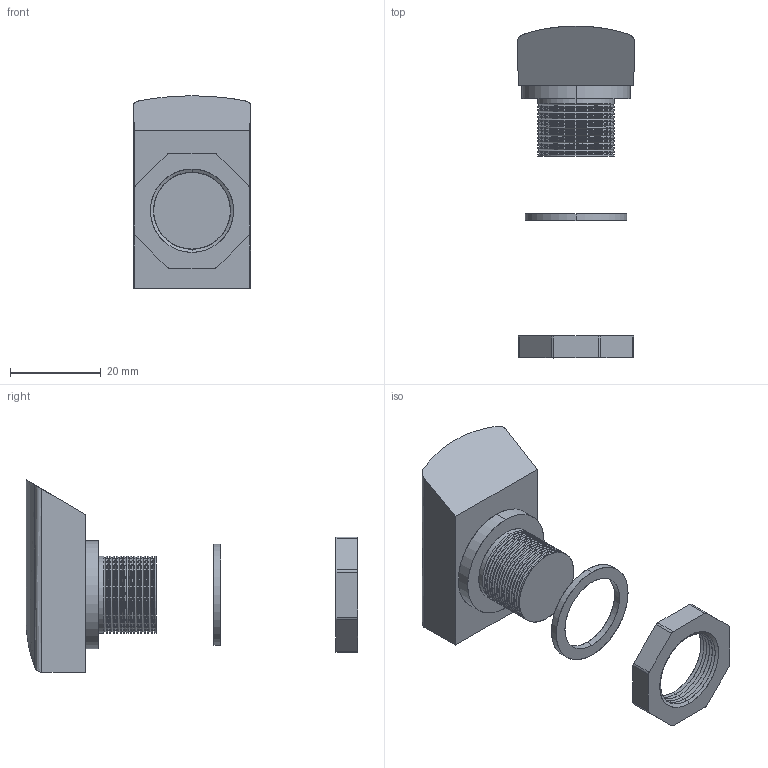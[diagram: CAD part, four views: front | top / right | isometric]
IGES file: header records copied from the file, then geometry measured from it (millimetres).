
Start section: SolidWorks IGES file using analytic representation for surfaces
Global section: file name: B005T760YE.3D.IGS; native system: SolidWorks 2012; preprocessor: SolidWorks 2012; author: AE17; date: 130902.200148; units: inch
Bounding box: 25.81 x 73.15 x 42.41 mm (x, y, z)
Surface area: 6748.2 mm2 (no closed solid volume)
Topology: 0 solids, 0 shells, 167 faces, 1107 edges, 1107 vertices
Faces by surface type: revolution 143, bspline 24
